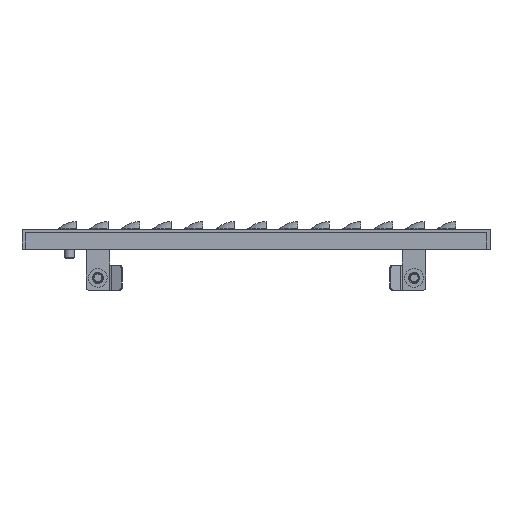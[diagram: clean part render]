
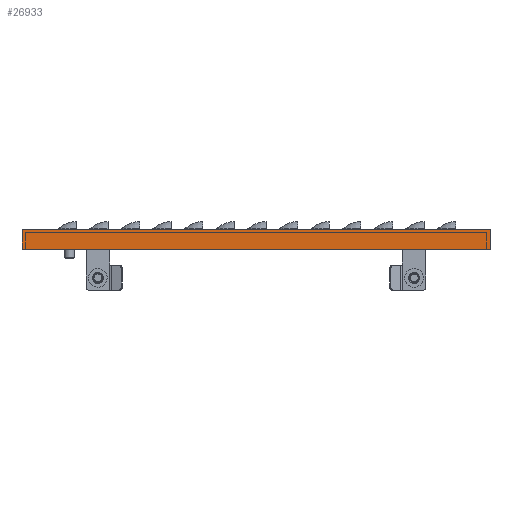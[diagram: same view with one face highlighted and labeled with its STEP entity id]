
A CAD part, left-side view. The second image highlights one B-rep face of the part: STEP entity #26933.
In plain terms, the highlighted planar face has unit normal (-1, 0, 0).
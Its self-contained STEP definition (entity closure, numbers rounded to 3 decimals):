
#2197 = VECTOR ( 'NONE', #48480, 1000. ) ;
#2211 = VECTOR ( 'NONE', #37369, 1000. ) ;
#4532 = ORIENTED_EDGE ( 'NONE', *, *, #43070, .T. ) ;
#5917 = FACE_OUTER_BOUND ( 'NONE', #54946, .T. ) ;
#9543 = VERTEX_POINT ( 'NONE', #56726 ) ;
#9741 = EDGE_CURVE ( 'NONE', #9543, #20714, #48730, .T. ) ;
#9755 = EDGE_CURVE ( 'NONE', #9543, #62899, #28819, .T. ) ;
#11018 = ORIENTED_EDGE ( 'NONE', *, *, #9741, .T. ) ;
#11224 = PLANE ( 'NONE',  #54325 ) ;
#17873 = DIRECTION ( 'NONE',  ( 0., 0., -1. ) ) ;
#18915 = VERTEX_POINT ( 'NONE', #25649 ) ;
#20714 = VERTEX_POINT ( 'NONE', #25886 ) ;
#23100 = CARTESIAN_POINT ( 'NONE',  ( -795., -296., -12.5 ) ) ;
#25649 = CARTESIAN_POINT ( 'NONE',  ( -795., 0., -12.5 ) ) ;
#25886 = CARTESIAN_POINT ( 'NONE',  ( -795., 0., 0. ) ) ;
#25939 = EDGE_CURVE ( 'NONE', #20714, #18915, #64076, .T. ) ;
#26933 = ADVANCED_FACE ( 'NONE', ( #5917 ), #11224, .F. ) ;
#28819 = LINE ( 'NONE', #38110, #49313 ) ;
#29510 = ORIENTED_EDGE ( 'NONE', *, *, #25939, .T. ) ;
#30270 = VECTOR ( 'NONE', #64004, 1000. ) ;
#32067 = CARTESIAN_POINT ( 'NONE',  ( -795., -148., -12.5 ) ) ;
#32662 = ORIENTED_EDGE ( 'NONE', *, *, #9755, .F. ) ;
#37369 = DIRECTION ( 'NONE',  ( 0., -1., 0. ) ) ;
#37793 = CARTESIAN_POINT ( 'NONE',  ( -795., -148., 0. ) ) ;
#38110 = CARTESIAN_POINT ( 'NONE',  ( -795., -296., 2.928 ) ) ;
#40489 = DIRECTION ( 'NONE',  ( 0., 0., 1. ) ) ;
#43070 = EDGE_CURVE ( 'NONE', #18915, #62899, #51342, .T. ) ;
#48480 = DIRECTION ( 'NONE',  ( 0., 0., -1. ) ) ;
#48730 = LINE ( 'NONE', #37793, #30270 ) ;
#49313 = VECTOR ( 'NONE', #17873, 1000. ) ;
#50779 = CARTESIAN_POINT ( 'NONE',  ( -795., -148., -2. ) ) ;
#51342 = LINE ( 'NONE', #32067, #2211 ) ;
#54325 = AXIS2_PLACEMENT_3D ( 'NONE', #50779, #60742, #40489 ) ;
#54946 = EDGE_LOOP ( 'NONE', ( #11018, #29510, #4532, #32662 ) ) ;
#56726 = CARTESIAN_POINT ( 'NONE',  ( -795., -296., 0. ) ) ;
#60742 = DIRECTION ( 'NONE',  ( 1., 0., 0. ) ) ;
#62899 = VERTEX_POINT ( 'NONE', #23100 ) ;
#64004 = DIRECTION ( 'NONE',  ( 0., 1., 0. ) ) ;
#64076 = LINE ( 'NONE', #64710, #2197 ) ;
#64710 = CARTESIAN_POINT ( 'NONE',  ( -795., 0., 2.928 ) ) ;
